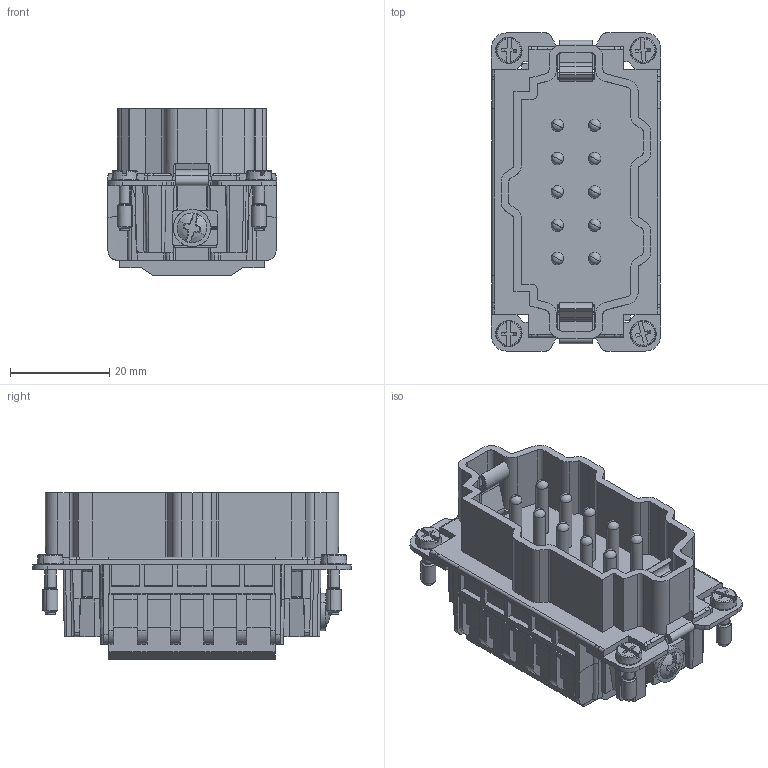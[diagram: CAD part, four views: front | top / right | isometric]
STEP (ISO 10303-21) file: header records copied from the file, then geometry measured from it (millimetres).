
FILE_DESCRIPTION(('CATIA V5 STEP Exchange','CAx-IF Rec.Pracs.--- Model Styling and Organization---1.5--- 2016-08-15','CAx-IF Rec.Pracs.---Supplemental Geometry---1.0---2011-11-01','CAx-IF Rec.Pracs.--- Composite Materials ---1.1---2010-07-15'),'2;1');
FILE_NAME ('13502885_5', '2025-08-21T12:09:28+00:00', ('none'), ('Weidmueller'), 'CATIA Version 5-6 Release 2024 SP4', 'CATIA V5 STEP AP214 v3', 'none');
FILE_SCHEMA(('AUTOMOTIVE_DESIGN { 1 0 10303 214 1 1 1 1 }'));
Length unit declared in the file: millimetre
Products named in the file (1): 1745830000
Bounding box: 34 x 64 x 33.5 mm (x, y, z)
Volume: 29535.2 mm3; surface area: 18424.3 mm2
Topology: 1 solids, 9 shells, 1385 faces, 4246 edges, 2900 vertices
Faces by surface type: plane 925, cylinder 330, torus 60, cone 48, extrusion 10, bspline 8, sphere 4
Entity records: 46316 total; most frequent: CARTESIAN_POINT 10657, ORIENTED_EDGE 8492, DIRECTION 5705, EDGE_CURVE 4246, VECTOR 3212, LINE 3202, VERTEX_POINT 2900, AXIS2_PLACEMENT_3D 1601
